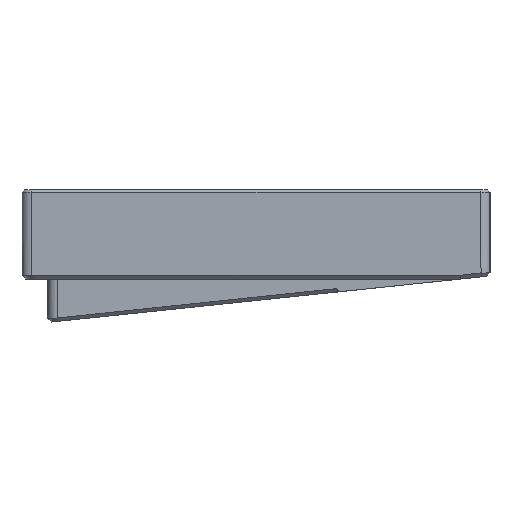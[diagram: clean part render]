
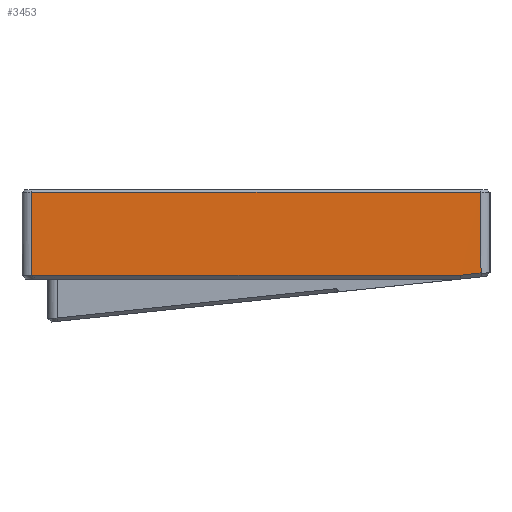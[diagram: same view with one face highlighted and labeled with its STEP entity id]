
A CAD part, left-side view. The second image highlights one B-rep face of the part: STEP entity #3453.
In plain terms, the highlighted planar face has unit normal (-1, 0, 0).
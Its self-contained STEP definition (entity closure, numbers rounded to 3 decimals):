
#77=ELLIPSE('',#3733,5.511,3.182);
#422=FACE_OUTER_BOUND('',#632,.T.);
#632=EDGE_LOOP('',(#2532,#2533,#2534,#2535,#2536,#2537));
#863=LINE('',#5513,#1168);
#864=LINE('',#5517,#1169);
#865=LINE('',#5519,#1170);
#866=LINE('',#5521,#1171);
#867=LINE('',#5522,#1172);
#1168=VECTOR('',#4324,1000.);
#1169=VECTOR('',#4329,10.);
#1170=VECTOR('',#4330,10.);
#1171=VECTOR('',#4331,1000.);
#1172=VECTOR('',#4332,1000.);
#1491=VERTEX_POINT('',#5398);
#1492=VERTEX_POINT('',#5400);
#1507=VERTEX_POINT('',#5512);
#1508=VERTEX_POINT('',#5516);
#1509=VERTEX_POINT('',#5518);
#1510=VERTEX_POINT('',#5520);
#1874=EDGE_CURVE('',#1491,#1492,#77,.T.);
#1891=EDGE_CURVE('',#1507,#1492,#863,.F.);
#1893=EDGE_CURVE('',#1491,#1508,#864,.T.);
#1894=EDGE_CURVE('',#1508,#1509,#865,.T.);
#1895=EDGE_CURVE('',#1509,#1510,#866,.T.);
#1896=EDGE_CURVE('',#1510,#1507,#867,.T.);
#2532=ORIENTED_EDGE('',*,*,#1874,.F.);
#2533=ORIENTED_EDGE('',*,*,#1893,.T.);
#2534=ORIENTED_EDGE('',*,*,#1894,.T.);
#2535=ORIENTED_EDGE('',*,*,#1895,.T.);
#2536=ORIENTED_EDGE('',*,*,#1896,.T.);
#2537=ORIENTED_EDGE('',*,*,#1891,.T.);
#3331=PLANE('',#3741);
#3453=ADVANCED_FACE('',(#422),#3331,.T.);
#3733=AXIS2_PLACEMENT_3D('',#5401,#4301,#4302);
#3741=AXIS2_PLACEMENT_3D('',#5515,#4327,#4328);
#4301=DIRECTION('center_axis',(1.,0.,0.));
#4302=DIRECTION('ref_axis',(0.,-0.707,-0.707));
#4324=DIRECTION('',(0.,0.,1.));
#4327=DIRECTION('center_axis',(-1.,0.,0.));
#4328=DIRECTION('ref_axis',(0.,0.,1.));
#4329=DIRECTION('',(0.,-1.,0.));
#4330=DIRECTION('',(0.,-0.995,0.105));
#4331=DIRECTION('',(0.,0.,1.));
#4332=DIRECTION('',(0.,1.,0.));
#5398=CARTESIAN_POINT('',(-147.85,52.85,9.933));
#5400=CARTESIAN_POINT('',(-147.85,52.85,9.933));
#5401=CARTESIAN_POINT('Origin',(-147.85,55.1,14.433));
#5512=CARTESIAN_POINT('',(-147.85,52.85,29.547));
#5513=CARTESIAN_POINT('',(-147.85,52.85,-0.002));
#5515=CARTESIAN_POINT('Origin',(-147.85,0.,-0.002));
#5516=CARTESIAN_POINT('',(-147.85,-48.148,9.933));
#5517=CARTESIAN_POINT('',(-147.85,-130.952,9.933));
#5518=CARTESIAN_POINT('',(-147.945,-52.988,10.536));
#5519=CARTESIAN_POINT('',(-147.85,0.507,4.819));
#5520=CARTESIAN_POINT('',(-147.85,-52.85,29.547));
#5521=CARTESIAN_POINT('',(-147.85,-52.85,30.047));
#5522=CARTESIAN_POINT('',(-147.85,52.85,29.547));
